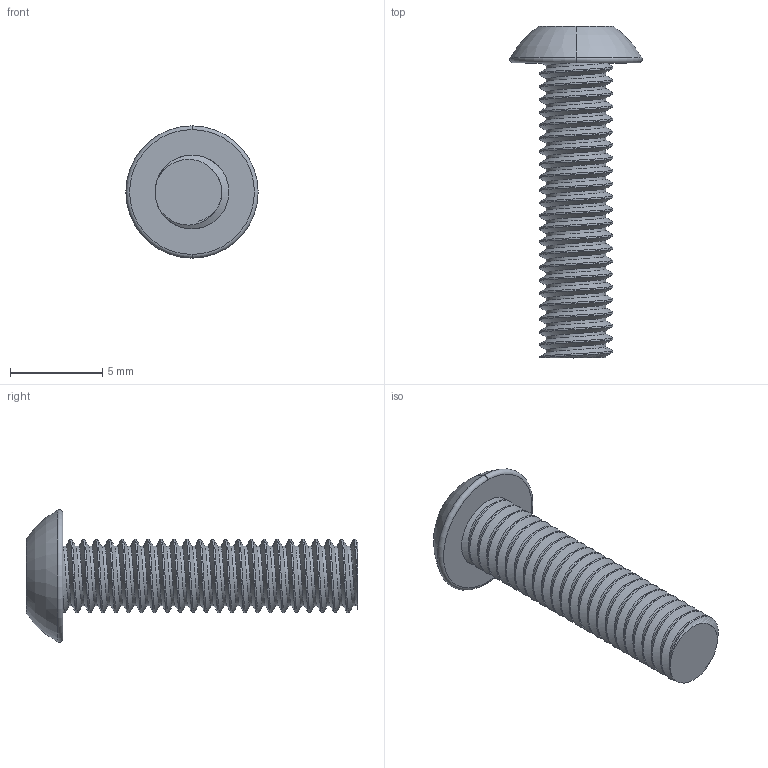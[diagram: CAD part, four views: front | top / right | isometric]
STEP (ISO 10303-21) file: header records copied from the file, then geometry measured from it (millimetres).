
FILE_DESCRIPTION (( 'STEP AP214' ), '1' );
FILE_NAME ('11-4116.step', '2020-04-06T07:11:41', ( '' ), ( '' ), 'SwSTEP 2.0', 'SolidWorks 2020', '' );
FILE_SCHEMA (( 'AUTOMOTIVE_DESIGN' ));
Length unit declared in the file: millimetre
Products named in the file (1): 11-4116
Bounding box: 7.17 x 18 x 7.17 mm (x, y, z)
Volume: 208.4 mm3; surface area: 416.7 mm2
Topology: 1 solids, 1 shells, 74 faces, 197 edges, 127 vertices
Faces by surface type: cylinder 53, plane 11, torus 6, bspline 4
Entity records: 6724 total; most frequent: CARTESIAN_POINT 5121, ORIENTED_EDGE 394, DIRECTION 249, EDGE_CURVE 197, VERTEX_POINT 127, AXIS2_PLACEMENT_3D 88, EDGE_LOOP 76, FACE_OUTER_BOUND 74
